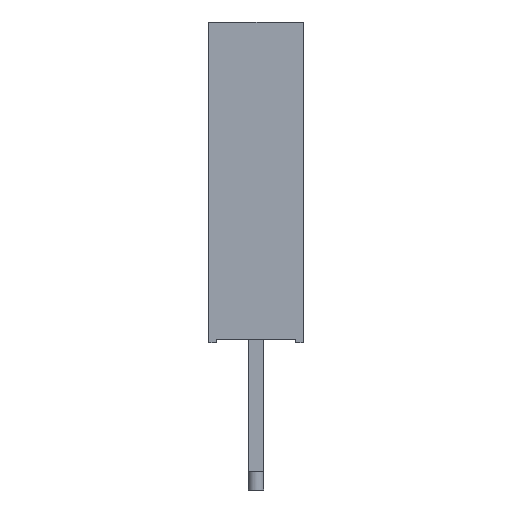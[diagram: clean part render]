
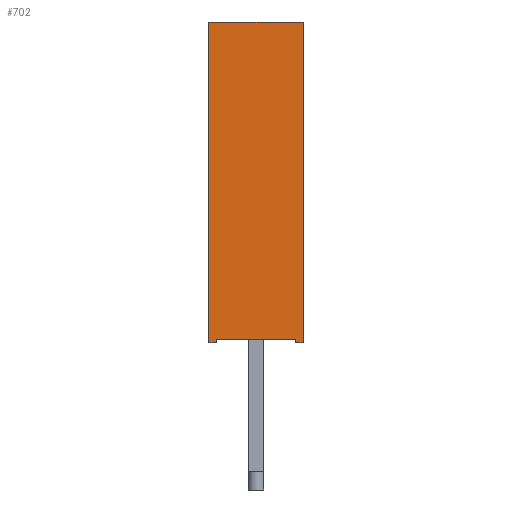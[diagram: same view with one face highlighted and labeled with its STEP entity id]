
A CAD part, left-side view. The second image highlights one B-rep face of the part: STEP entity #702.
In plain terms, the highlighted planar face has unit normal (-1, 0, 0).
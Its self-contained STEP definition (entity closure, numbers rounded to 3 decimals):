
#702=ADVANCED_FACE('',(#927),#929,.T.);
#927=FACE_BOUND('',#928,.T.);
#928=EDGE_LOOP('',(#1097,#1098,#1099,#1100,#1101,#1102,#1103,#1104));
#929=PLANE('',#930);
#930=AXIS2_PLACEMENT_3D('',#931,#932,#933);
#931=CARTESIAN_POINT('',(0.,2.5,0.));
#932=DIRECTION('',(-1.,0.,0.));
#933=DIRECTION('',(0.,-1.,0.));
#1097=ORIENTED_EDGE('',*,*,#1202,.T.);
#1098=ORIENTED_EDGE('',*,*,#1191,.T.);
#1099=ORIENTED_EDGE('',*,*,#1201,.T.);
#1100=ORIENTED_EDGE('',*,*,#1203,.T.);
#1101=ORIENTED_EDGE('',*,*,#1204,.T.);
#1102=ORIENTED_EDGE('',*,*,#1205,.F.);
#1103=ORIENTED_EDGE('',*,*,#1206,.F.);
#1104=ORIENTED_EDGE('',*,*,#1207,.T.);
#1191=EDGE_CURVE('',#1272,#1270,#1273,.T.);
#1201=EDGE_CURVE('',#1270,#1288,#1290,.F.);
#1202=EDGE_CURVE('',#1291,#1272,#1292,.F.);
#1203=EDGE_CURVE('',#1288,#1293,#1294,.T.);
#1204=EDGE_CURVE('',#1293,#1295,#1296,.T.);
#1205=EDGE_CURVE('',#1297,#1295,#1298,.T.);
#1206=EDGE_CURVE('',#1299,#1297,#1300,.T.);
#1207=EDGE_CURVE('',#1299,#1291,#1301,.T.);
#1270=VERTEX_POINT('',#1424);
#1272=VERTEX_POINT('',#1428);
#1273=LINE('',#1429,#1430);
#1288=VERTEX_POINT('',#1462);
#1290=LINE('',#1466,#1467);
#1291=VERTEX_POINT('',#1469);
#1292=LINE('',#1470,#1471);
#1293=VERTEX_POINT('',#1473);
#1294=LINE('',#1474,#1475);
#1295=VERTEX_POINT('',#1477);
#1296=LINE('',#1478,#1479);
#1297=VERTEX_POINT('',#1481);
#1298=LINE('',#1482,#1483);
#1299=VERTEX_POINT('',#1485);
#1300=LINE('',#1486,#1487);
#1301=LINE('',#1489,#1490);
#1424=CARTESIAN_POINT('',(0.,0.2,0.1));
#1428=CARTESIAN_POINT('',(0.,2.3,0.1));
#1429=CARTESIAN_POINT('',(0.,2.3,0.1));
#1430=VECTOR('',#1431,1.);
#1431=DIRECTION('',(0.,-1.,0.));
#1462=CARTESIAN_POINT('',(0.,0.2,0.));
#1466=CARTESIAN_POINT('',(0.,0.2,0.));
#1467=VECTOR('',#1468,1.);
#1468=DIRECTION('',(0.,0.,1.));
#1469=CARTESIAN_POINT('',(0.,2.3,0.));
#1470=CARTESIAN_POINT('',(0.,2.3,0.1));
#1471=VECTOR('',#1472,1.);
#1472=DIRECTION('',(0.,0.,-1.));
#1473=CARTESIAN_POINT('',(0.,0.,0.));
#1474=CARTESIAN_POINT('',(0.,0.2,0.));
#1475=VECTOR('',#1476,1.);
#1476=DIRECTION('',(0.,-1.,0.));
#1477=CARTESIAN_POINT('',(0.,0.,8.5));
#1478=CARTESIAN_POINT('',(0.,0.,0.));
#1479=VECTOR('',#1480,1.);
#1480=DIRECTION('',(0.,0.,1.));
#1481=CARTESIAN_POINT('',(0.,2.5,8.5));
#1482=CARTESIAN_POINT('',(0.,2.5,8.5));
#1483=VECTOR('',#1484,1.);
#1484=DIRECTION('',(0.,-1.,0.));
#1485=CARTESIAN_POINT('',(0.,2.5,0.));
#1486=CARTESIAN_POINT('',(0.,2.5,0.));
#1487=VECTOR('',#1488,1.);
#1488=DIRECTION('',(0.,0.,1.));
#1489=CARTESIAN_POINT('',(0.,2.5,0.));
#1490=VECTOR('',#1491,1.);
#1491=DIRECTION('',(0.,-1.,0.));
